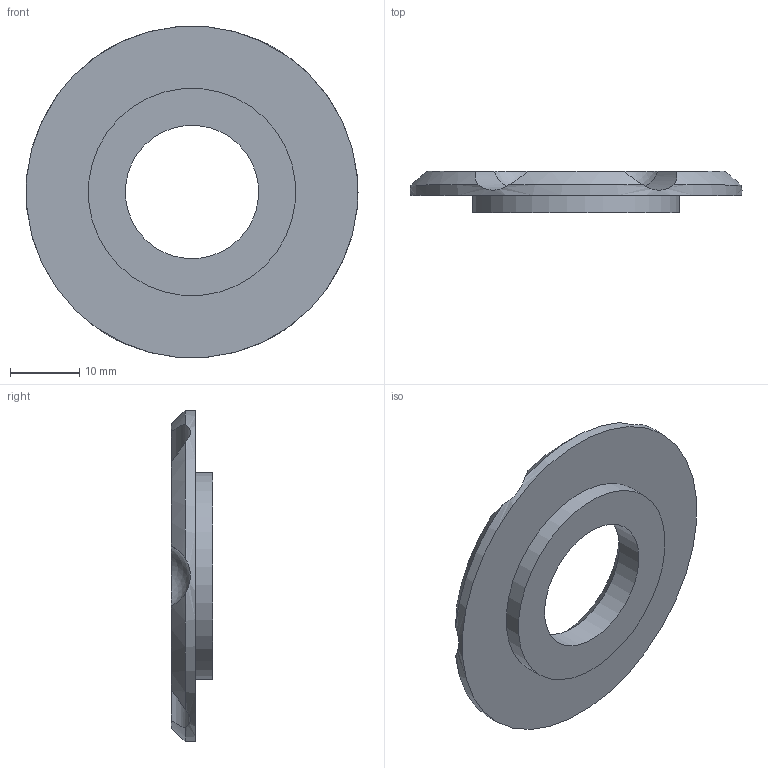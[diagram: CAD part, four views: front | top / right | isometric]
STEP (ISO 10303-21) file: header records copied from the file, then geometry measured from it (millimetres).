
FILE_DESCRIPTION(/* description */ (''),/* implementation_level */ '2;1');
FILE_NAME(/* name */ 'Tool Nut v1.step',/* time_stamp */ '2024-08-24T15:43:30-07:00',/* author */ (''),/* organization */ (''),/* preprocessor_version */ 'ST-DEVELOPER v20',/* originating_system */ 'Autodesk Translation Framework v12.14.0.127',/* authorisation */ '');
FILE_SCHEMA (('AUTOMOTIVE_DESIGN { 1 0 10303 214 3 1 1 }'));
Length unit declared in the file: inch
Products named in the file (2): Tool Nut; Tool Nut (1)
Assembly tree (1 placements, depth 2):
  Tool Nut
    Tool Nut (1)
Bounding box: 48 x 6 x 47.83 mm (x, y, z)
Volume: 4956.9 mm3; surface area: 4019.9 mm2
Topology: 1 solids, 1 shells, 25 faces, 66 edges, 44 vertices
Faces by surface type: cylinder 9, cone 7, sphere 6, plane 3
Full cylindrical faces by diameter (mm): 19.283 x1, 30 x1, 48 x1
Entity records: 960 total; most frequent: CARTESIAN_POINT 276, DIRECTION 136, ORIENTED_EDGE 132, EDGE_CURVE 66, AXIS2_PLACEMENT_3D 60, VERTEX_POINT 44, CIRCLE 32, EDGE_LOOP 28
